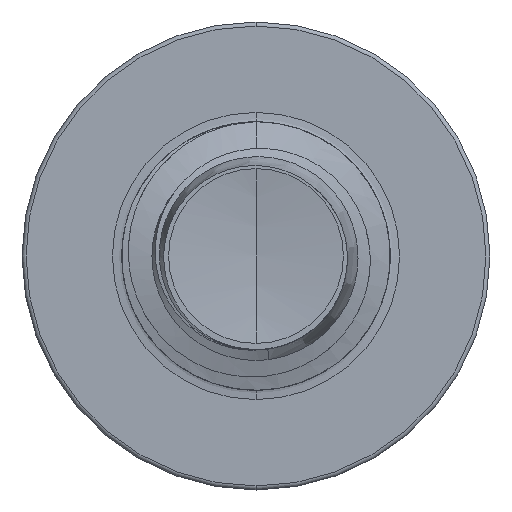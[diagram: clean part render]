
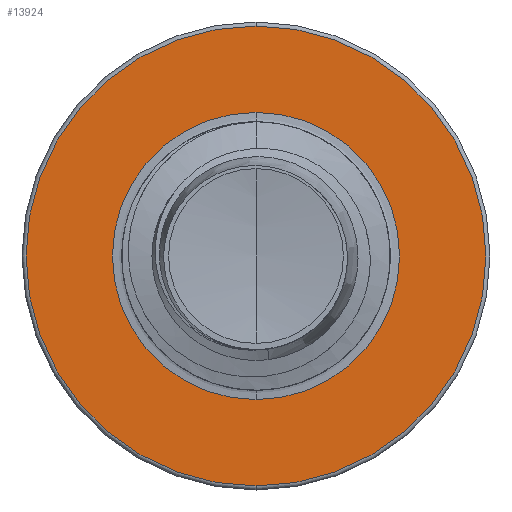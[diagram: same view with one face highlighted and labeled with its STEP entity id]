
A CAD part, front view. The second image highlights one B-rep face of the part: STEP entity #13924.
In plain terms, the highlighted planar face has unit normal (0, -1, 0).
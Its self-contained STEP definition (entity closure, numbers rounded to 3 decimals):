
#1034 = CARTESIAN_POINT ( 'NONE',  ( 0., 8.5, -1.872 ) ) ;
#1343 = AXIS2_PLACEMENT_3D ( 'NONE', #8850, #19961, #10463 ) ;
#1400 = AXIS2_PLACEMENT_3D ( 'NONE', #12039, #2360, #13659 ) ;
#2115 = VERTEX_POINT ( 'NONE', #7009 ) ;
#2360 = DIRECTION ( 'NONE',  ( 0., 1., 0. ) ) ;
#2693 = EDGE_CURVE ( 'NONE', #2115, #9900, #7846, .T. ) ;
#2773 = CARTESIAN_POINT ( 'NONE',  ( 0., 8.5, -1.872 ) ) ;
#2781 = EDGE_CURVE ( 'NONE', #8909, #9440, #5899, .T. ) ;
#2903 = AXIS2_PLACEMENT_3D ( 'NONE', #2773, #17539, #7982 ) ;
#3044 = ORIENTED_EDGE ( 'NONE', *, *, #6339, .F. ) ;
#5699 = EDGE_LOOP ( 'NONE', ( #3044, #9192 ) ) ;
#5899 = CIRCLE ( 'NONE', #1343, 2.998 ) ;
#6154 = CARTESIAN_POINT ( 'NONE',  ( 0., 8.5, 0. ) ) ;
#6339 = EDGE_CURVE ( 'NONE', #9440, #8909, #18738, .T. ) ;
#6370 = PLANE ( 'NONE',  #2903 ) ;
#6466 = EDGE_CURVE ( 'NONE', #9900, #2115, #14859, .T. ) ;
#6956 = CARTESIAN_POINT ( 'NONE',  ( 0., 8.5, 2.998 ) ) ;
#7009 = CARTESIAN_POINT ( 'NONE',  ( 0., 8.5, 1.872 ) ) ;
#7483 = DIRECTION ( 'NONE',  ( 0., 1., 0. ) ) ;
#7753 = DIRECTION ( 'NONE',  ( 0., 0., 1. ) ) ;
#7846 = CIRCLE ( 'NONE', #1400, 1.872 ) ;
#7982 = DIRECTION ( 'NONE',  ( 0., 0., 1. ) ) ;
#8850 = CARTESIAN_POINT ( 'NONE',  ( 0., 8.5, 0. ) ) ;
#8909 = VERTEX_POINT ( 'NONE', #13109 ) ;
#9192 = ORIENTED_EDGE ( 'NONE', *, *, #2781, .F. ) ;
#9440 = VERTEX_POINT ( 'NONE', #6956 ) ;
#9900 = VERTEX_POINT ( 'NONE', #1034 ) ;
#10463 = DIRECTION ( 'NONE',  ( 0., 0., 1. ) ) ;
#10646 = ORIENTED_EDGE ( 'NONE', *, *, #2693, .T. ) ;
#12039 = CARTESIAN_POINT ( 'NONE',  ( 0., 8.5, 0. ) ) ;
#12710 = EDGE_LOOP ( 'NONE', ( #10646, #14147 ) ) ;
#13109 = CARTESIAN_POINT ( 'NONE',  ( 0., 8.5, -2.997 ) ) ;
#13659 = DIRECTION ( 'NONE',  ( 0., 0., 1. ) ) ;
#13924 = ADVANCED_FACE ( 'NONE', ( #15192, #15266 ), #6370, .F. ) ;
#14147 = ORIENTED_EDGE ( 'NONE', *, *, #6466, .T. ) ;
#14859 = CIRCLE ( 'NONE', #15944, 1.872 ) ;
#15192 = FACE_OUTER_BOUND ( 'NONE', #5699, .T. ) ;
#15266 = FACE_BOUND ( 'NONE', #12710, .T. ) ;
#15944 = AXIS2_PLACEMENT_3D ( 'NONE', #6154, #17304, #7753 ) ;
#17035 = CARTESIAN_POINT ( 'NONE',  ( 0., 8.5, 0. ) ) ;
#17304 = DIRECTION ( 'NONE',  ( 0., 1., 0. ) ) ;
#17539 = DIRECTION ( 'NONE',  ( 0., 1., 0. ) ) ;
#17847 = AXIS2_PLACEMENT_3D ( 'NONE', #17035, #7483, #18603 ) ;
#18603 = DIRECTION ( 'NONE',  ( 0., 0., 1. ) ) ;
#18738 = CIRCLE ( 'NONE', #17847, 2.998 ) ;
#19961 = DIRECTION ( 'NONE',  ( 0., 1., 0. ) ) ;
